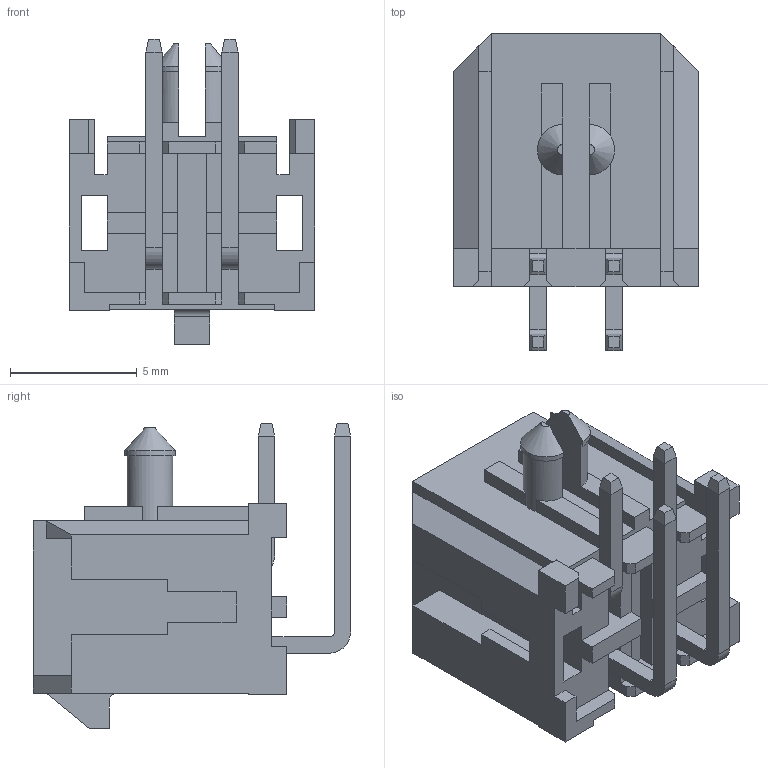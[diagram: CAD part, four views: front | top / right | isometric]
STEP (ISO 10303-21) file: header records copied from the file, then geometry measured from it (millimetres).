
FILE_DESCRIPTION((''),'2;1');
FILE_NAME('FWF30002-D04','2019-10-28T',('gongcheng6'),(''),'PRO/ENGINEER BY PARAMETRIC TECHNOLOGY CORPORATION, 2010280','PRO/ENGINEER BY PARAMETRIC TECHNOLOGY CORPORATION, 2010280','');
FILE_SCHEMA(('CONFIG_CONTROL_DESIGN'));
Length unit declared in the file: millimetre
Products named in the file (1): FWF30002-D04
Bounding box: 9.7 x 12.52 x 12.05 mm (x, y, z)
Volume: 367.2 mm3; surface area: 1105.6 mm2
Topology: 1 solids, 1 shells, 252 faces, 683 edges, 442 vertices
Faces by surface type: plane 237, cylinder 13, cone 2
Entity records: 7785 total; most frequent: CARTESIAN_POINT 1377, ORIENTED_EDGE 1366, DIRECTION 1219, EDGE_CURVE 683, VECTOR 651, LINE 651, VERTEX_POINT 442, AXIS2_PLACEMENT_3D 284
